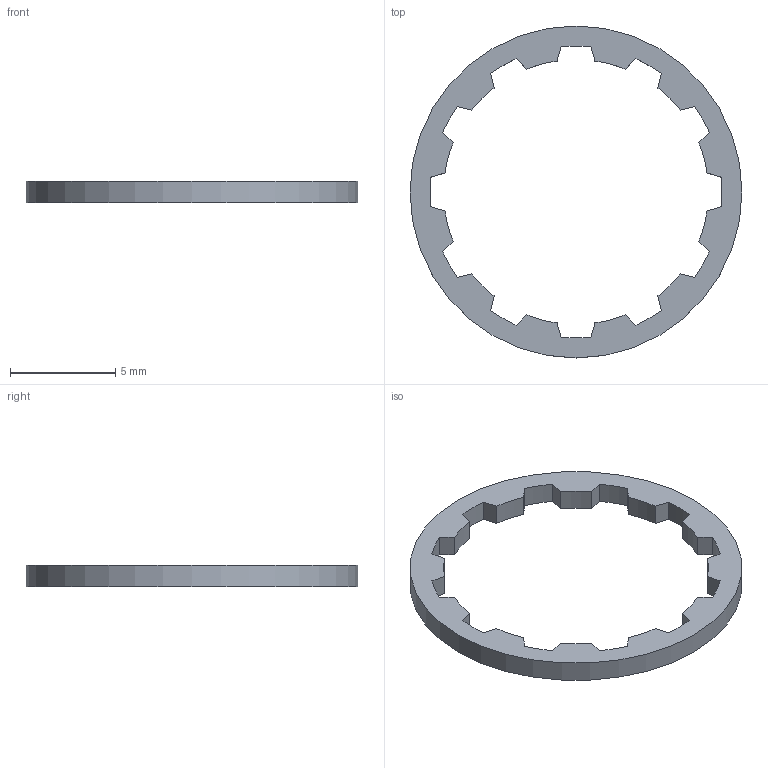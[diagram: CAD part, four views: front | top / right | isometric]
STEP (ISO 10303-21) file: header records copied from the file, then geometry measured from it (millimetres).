
FILE_DESCRIPTION((' '),'2;1');
FILE_NAME('RP8100LOCKWASHER.stp','2017-07-28T14:28:56',(' '),(' '),' ','ACIS',' ');
FILE_SCHEMA(('CONFIG_CONTROL_DESIGN'));
Length unit declared in the file: inch
Products named in the file (1): RP8100LOCKWASHER.stp
Bounding box: 15.8 x 15.8 x 1 mm (x, y, z)
Volume: 58.9 mm3; surface area: 219.1 mm2
Topology: 1 solids, 1 shells, 51 faces, 147 edges, 98 vertices
Faces by surface type: plane 26, cylinder 25
Full cylindrical faces by diameter (mm): 15.8 x1
Entity records: 1799 total; most frequent: DIRECTION 300, CARTESIAN_POINT 296, ORIENTED_EDGE 292, EDGE_CURVE 146, AXIS2_PLACEMENT_3D 102, VERTEX_POINT 98, VECTOR 96, LINE 96
